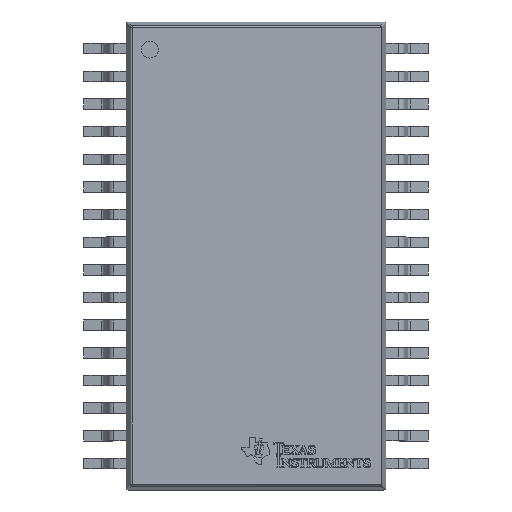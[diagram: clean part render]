
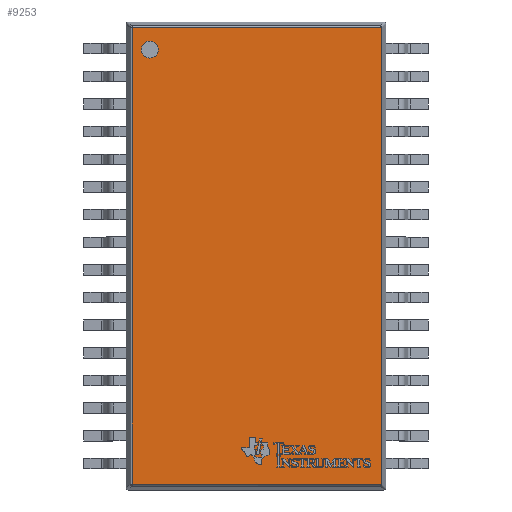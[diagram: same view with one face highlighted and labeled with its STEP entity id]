
A CAD part, top view. The second image highlights one B-rep face of the part: STEP entity #9253.
In plain terms, the highlighted planar face has unit normal (0, 0, 1).
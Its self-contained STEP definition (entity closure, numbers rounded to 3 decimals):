
#732=PLANE('',#10005);
#1026=ELLIPSE('',#9942,0.053,0.05);
#1030=ELLIPSE('',#9958,0.053,0.05);
#1068=LINE('',#12418,#2038);
#1073=LINE('',#12437,#2043);
#1078=LINE('',#12455,#2048);
#1104=LINE('',#12529,#2074);
#2038=VECTOR('',#10483,10.);
#2043=VECTOR('',#10502,10.);
#2048=VECTOR('',#10521,10.);
#2074=VECTOR('',#10607,10.);
#3075=FACE_OUTER_BOUND('',#3593,.T.);
#3593=EDGE_LOOP('',(#6607,#6608,#6609,#6610,#6611,#6612));
#4149=VERTEX_POINT('',#12389);
#4150=VERTEX_POINT('',#12391);
#4153=VERTEX_POINT('',#12398);
#4157=VERTEX_POINT('',#12410);
#4163=VERTEX_POINT('',#12427);
#4164=VERTEX_POINT('',#12429);
#5065=EDGE_CURVE('',#4149,#4150,#1026,.T.);
#5078=EDGE_CURVE('',#4157,#4153,#1068,.T.);
#5083=EDGE_CURVE('',#4163,#4164,#1030,.T.);
#5087=EDGE_CURVE('',#4164,#4157,#1073,.T.);
#5097=EDGE_CURVE('',#4153,#4149,#1078,.T.);
#5138=EDGE_CURVE('',#4150,#4163,#1104,.T.);
#6607=ORIENTED_EDGE('',*,*,#5083,.F.);
#6608=ORIENTED_EDGE('',*,*,#5138,.F.);
#6609=ORIENTED_EDGE('',*,*,#5065,.F.);
#6610=ORIENTED_EDGE('',*,*,#5097,.F.);
#6611=ORIENTED_EDGE('',*,*,#5078,.F.);
#6612=ORIENTED_EDGE('',*,*,#5087,.F.);
#9253=ADVANCED_FACE('',(#3075),#732,.T.);
#9942=AXIS2_PLACEMENT_3D('',#12392,#10453,#10454);
#9958=AXIS2_PLACEMENT_3D('',#12430,#10493,#10494);
#10005=AXIS2_PLACEMENT_3D('',#12539,#10623,#10624);
#10453=DIRECTION('center_axis',(0.,0.,-1.));
#10454=DIRECTION('ref_axis',(-0.707,0.707,0.));
#10483=DIRECTION('',(-1.,0.,0.));
#10493=DIRECTION('center_axis',(0.,0.,-1.));
#10494=DIRECTION('ref_axis',(0.707,0.707,0.));
#10502=DIRECTION('',(0.,-1.,0.));
#10521=DIRECTION('',(0.,1.,0.));
#10607=DIRECTION('',(1.,0.,0.));
#10623=DIRECTION('center_axis',(0.,0.,1.));
#10624=DIRECTION('ref_axis',(1.,0.,0.));
#12389=CARTESIAN_POINT('',(-5.36,2.949,1.05));
#12391=CARTESIAN_POINT('',(-5.351,2.95,1.05));
#12392=CARTESIAN_POINT('Origin',(-5.349,2.899,1.05));
#12398=CARTESIAN_POINT('',(-5.36,-2.91,1.05));
#12410=CARTESIAN_POINT('',(5.36,-2.91,1.05));
#12418=CARTESIAN_POINT('',(-1.375,-2.91,1.05));
#12427=CARTESIAN_POINT('',(5.351,2.95,1.05));
#12429=CARTESIAN_POINT('',(5.36,2.949,1.05));
#12430=CARTESIAN_POINT('Origin',(5.349,2.899,1.05));
#12437=CARTESIAN_POINT('',(5.36,-0.763,1.05));
#12455=CARTESIAN_POINT('',(-5.36,0.763,1.05));
#12529=CARTESIAN_POINT('',(2.75,2.95,1.05));
#12539=CARTESIAN_POINT('Origin',(0.,0.,1.05));
